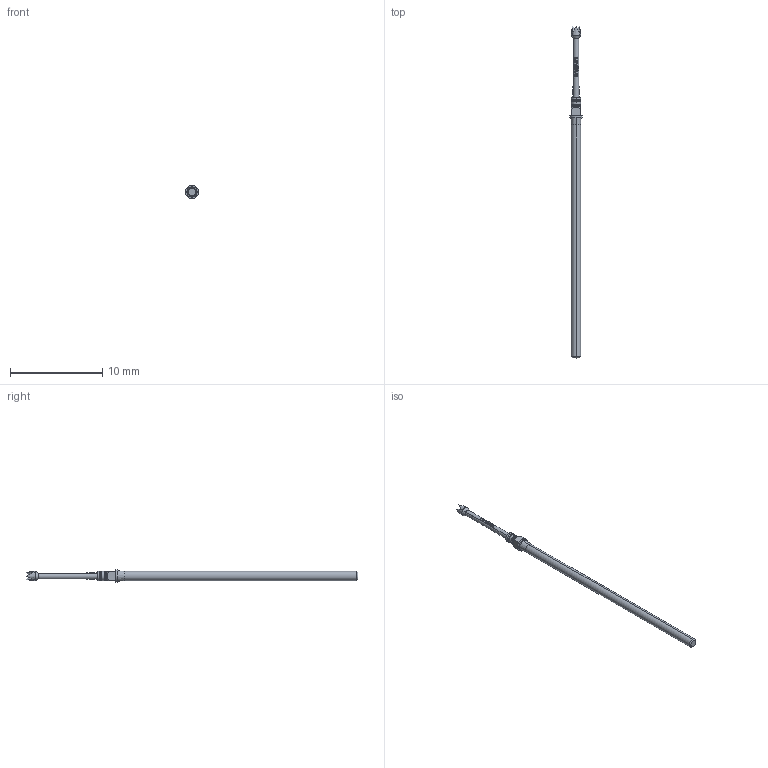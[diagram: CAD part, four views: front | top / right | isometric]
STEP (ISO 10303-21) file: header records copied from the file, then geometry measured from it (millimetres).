
FILE_DESCRIPTION (( 'STEP AP203' ), '1' );
FILE_NAME ('INGUN_GKS-075_214_080_A_xx02_M.STEP', '2021-09-29T05:34:03', ( 'ochi' ), ( '' ), 'SwSTEP 2.0', 'SolidWorks 2018', '' );
FILE_SCHEMA (( 'CONFIG_CONTROL_DESIGN' ));
Length unit declared in the file: millimetre
Products named in the file (1): INGUN_GKS-075_214_080_A_xx02_M
Bounding box: 1.4 x 35.9 x 1.4 mm (x, y, z)
Volume: 25.1 mm3; surface area: 109.3 mm2
Topology: 1 solids, 1 shells, 111 faces, 275 edges, 171 vertices
Faces by surface type: bspline 50, cone 24, plane 19, cylinder 10, torus 8
Entity records: 4306 total; most frequent: CARTESIAN_POINT 2084, ORIENTED_EDGE 546, EDGE_CURVE 273, DIRECTION 271, VERTEX_POINT 171, B_SPLINE_CURVE_WITH_KNOTS 170, EDGE_LOOP 118, AXIS2_PLACEMENT_3D 114
